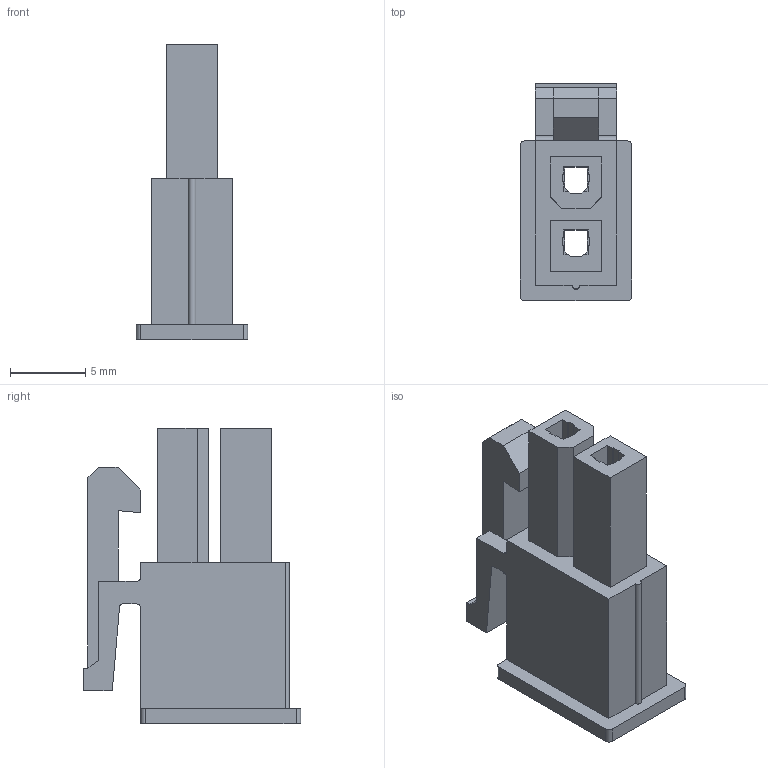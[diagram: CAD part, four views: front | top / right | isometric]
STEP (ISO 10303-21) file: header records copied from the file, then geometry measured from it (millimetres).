
FILE_DESCRIPTION((''),'2;1');
FILE_NAME('039013022','2013-10-11T',('me'),(''),'PRO/ENGINEER BY PARAMETRIC TECHNOLOGY CORPORATION, 2011490','PRO/ENGINEER BY PARAMETRIC TECHNOLOGY CORPORATION, 2011490','');
FILE_SCHEMA(('CONFIG_CONTROL_DESIGN'));
Length unit declared in the file: millimetre
Products named in the file (1): 039013022
Bounding box: 7.39 x 14.4 x 19.6 mm (x, y, z)
Volume: 796.7 mm3; surface area: 1186 mm2
Topology: 1 solids, 1 shells, 117 faces, 329 edges, 214 vertices
Faces by surface type: plane 106, cylinder 11
Entity records: 3751 total; most frequent: CARTESIAN_POINT 661, ORIENTED_EDGE 658, DIRECTION 587, EDGE_CURVE 329, VECTOR 307, LINE 307, VERTEX_POINT 214, AXIS2_PLACEMENT_3D 140
